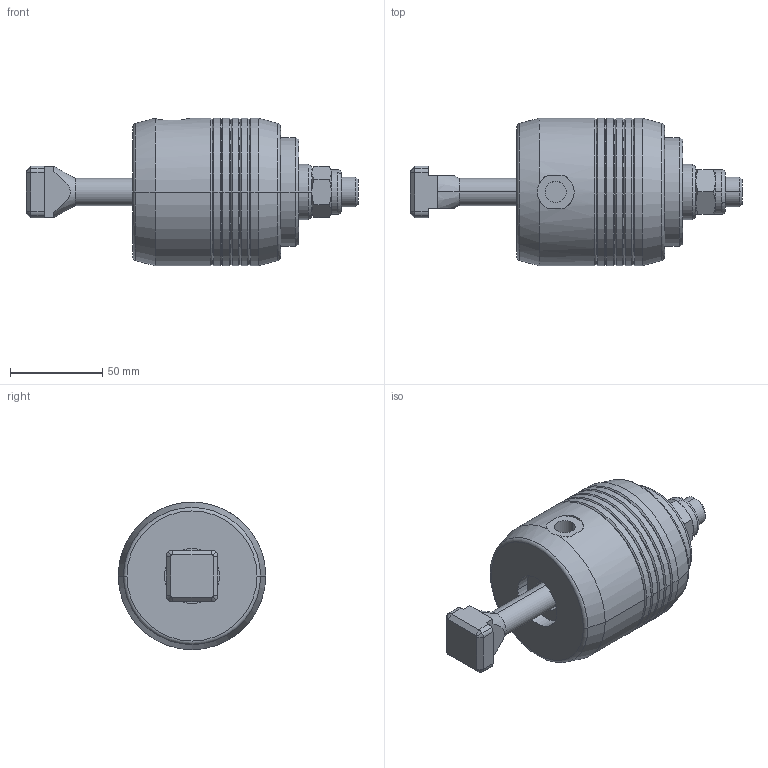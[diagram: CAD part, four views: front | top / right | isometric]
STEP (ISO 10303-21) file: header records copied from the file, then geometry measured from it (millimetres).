
FILE_DESCRIPTION(('STEP AP214'),'1');
FILE_NAME('38412020HKZ65_18-48.stp','2017-12-04T09:58:09',(' '),(' '),'Spatial InterOp 3D',' ',' ');
FILE_SCHEMA(('automotive_design'));
Length unit declared in the file: millimetre
Products named in the file (4): 1; 2; 3; 4
Bounding box: 180 x 80 x 80 mm (x, y, z)
Volume: 422833.7 mm3; surface area: 76140.6 mm2
Topology: 4 solids, 4 shells, 160 faces, 365 edges, 222 vertices
Faces by surface type: cone 58, cylinder 56, plane 40, torus 6
Entity records: 6043 total; most frequent: CARTESIAN_POINT 993, DIRECTION 850, ORIENTED_EDGE 730, EDGE_CURVE 365, AXIS2_PLACEMENT_3D 353, VERTEX_POINT 222, CIRCLE 189, EDGE_LOOP 175
